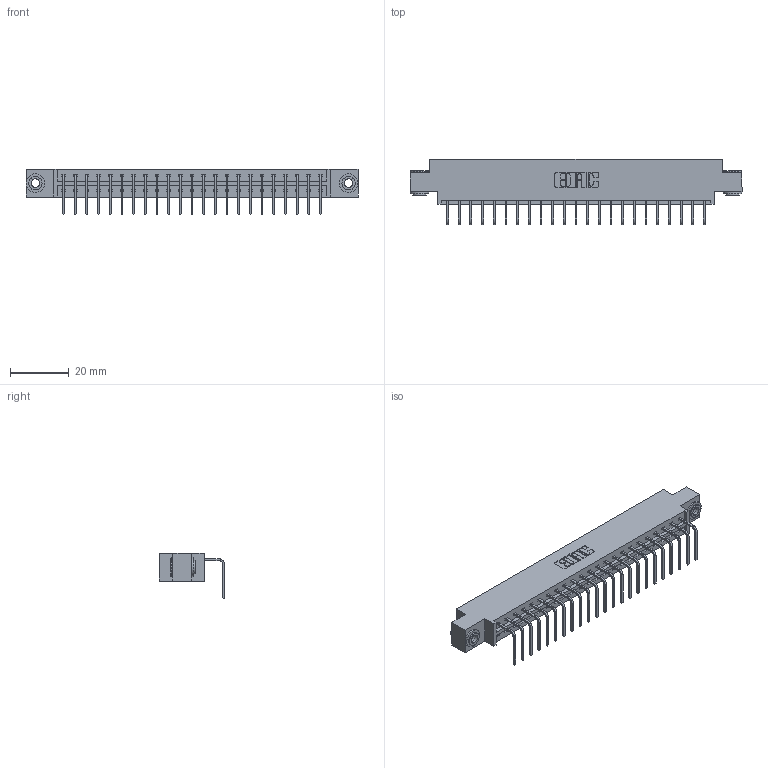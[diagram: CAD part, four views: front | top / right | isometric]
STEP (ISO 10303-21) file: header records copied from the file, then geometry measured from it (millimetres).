
FILE_DESCRIPTION (( 'STEP AP203' ), '1' );
FILE_NAME ('333-023-558-603.STEP', '2018-08-02T03:48:16', ( '' ), ( '' ), 'SwSTEP 2.0', 'SolidWorks 2016', '' );
FILE_SCHEMA (( 'CONFIG_CONTROL_DESIGN' ));
Length unit declared in the file: inch
Products named in the file (4): 333-023-558-603; 333 Part_Offset - .156 Dia - TH; 345-292-001_558 Tail - 2; 345-250-002_345-250-002-102
Assembly tree (26 placements, depth 2):
  333-023-558-603
    333 Part_Offset - .156 Dia - TH
    345-292-001_558 Tail - 2  x23
    345-250-002_345-250-002-102  x2
Bounding box: 112.67 x 22.17 x 15.37 mm (x, y, z)
Volume: 11043.1 mm3; surface area: 12719.5 mm2
Topology: 26 solids, 26 shells, 1536 faces, 4585 edges, 3022 vertices
Faces by surface type: plane 1096, cylinder 432, cone 8
Entity records: 17384 total; most frequent: CARTESIAN_POINT 2982, ORIENTED_EDGE 2934, DIRECTION 2587, EDGE_CURVE 1467, LINE 1315, VECTOR 1315, VERTEX_POINT 974, AXIS2_PLACEMENT_3D 636
